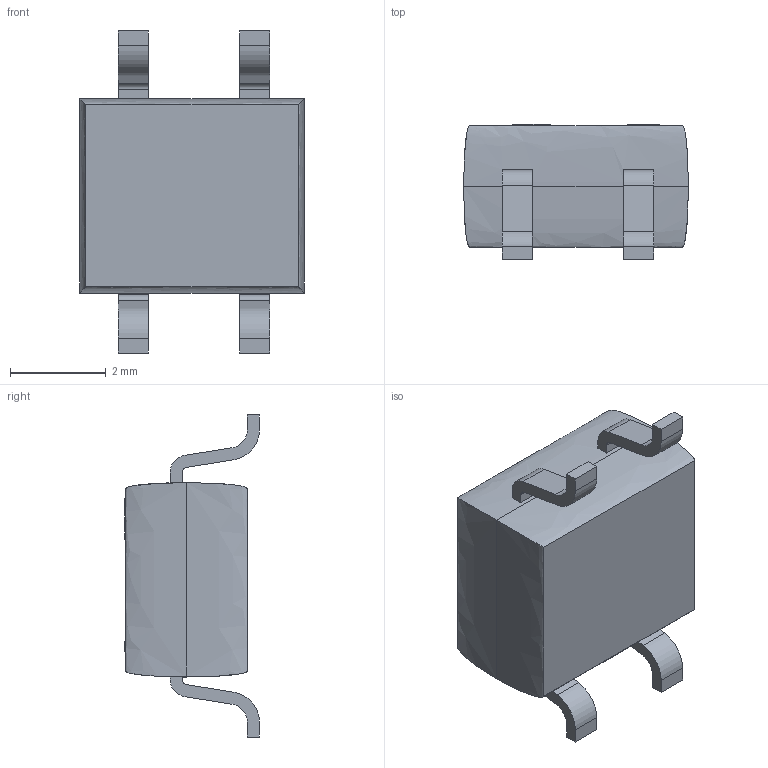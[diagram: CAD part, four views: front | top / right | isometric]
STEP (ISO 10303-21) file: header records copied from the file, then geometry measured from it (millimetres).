
FILE_DESCRIPTION(('FreeCAD Model'),'2;1');
FILE_NAME( 'DIP-4-AD_SMD.step', '2017-08-04T10:58:14',('kicad StepUp'),('ksu MCAD'), 'Open CASCADE STEP processor 6.8','FreeCAD','Unknown');
FILE_SCHEMA(('AUTOMOTIVE_DESIGN_CC2 { 1 2 10303 214 -1 1 5 4 }'));
Length unit declared in the file: millimetre
Products named in the file (1): DIP-4-AD_SMD
Bounding box: 4.7 x 2.82 x 6.73 mm (x, y, z)
Volume: 48.9 mm3; surface area: 96.8 mm2
Topology: 1 solids, 1 shells, 105 faces, 278 edges, 184 vertices
Faces by surface type: plane 63, bspline 24, cylinder 18
Entity records: 6559 total; most frequent: CARTESIAN_POINT 3352, ORIENTED_EDGE 556, DIRECTION 422, EDGE_CURVE 278, LINE 186, VECTOR 186, VERTEX_POINT 184, AXIS2_PLACEMENT_3D 118
